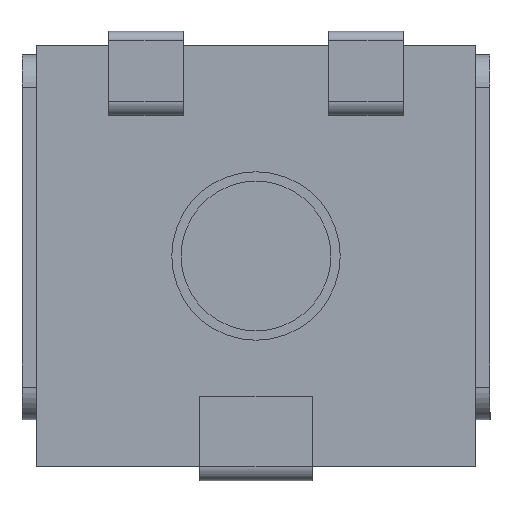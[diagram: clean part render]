
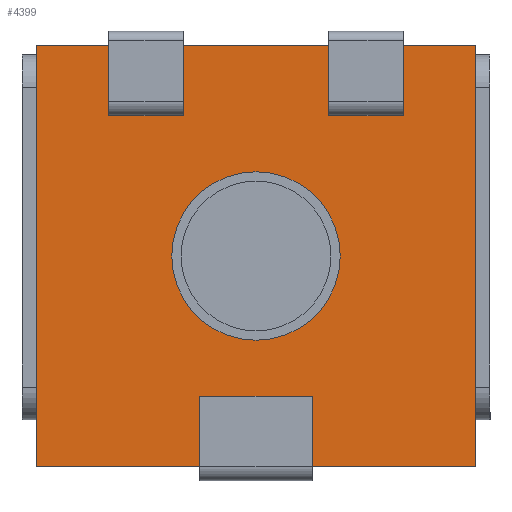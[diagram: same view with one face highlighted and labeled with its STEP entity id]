
A CAD part, front view. The second image highlights one B-rep face of the part: STEP entity #4399.
In plain terms, the highlighted planar face has unit normal (0, -1, 0).
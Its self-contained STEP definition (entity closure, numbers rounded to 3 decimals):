
#12 = CARTESIAN_POINT ( 'NONE',  ( 2.35, 0., -2.25 ) ) ;
#25 = EDGE_CURVE ( 'NONE', #1038, #7107, #6756, .T. ) ;
#75 = DIRECTION ( 'NONE',  ( 1., 0., 0. ) ) ;
#90 = ORIENTED_EDGE ( 'NONE', *, *, #3678, .F. ) ;
#124 = DIRECTION ( 'NONE',  ( 0., 0., 1. ) ) ;
#132 = VERTEX_POINT ( 'NONE', #7970 ) ;
#181 = CARTESIAN_POINT ( 'NONE',  ( 0., 0., 0. ) ) ;
#215 = VERTEX_POINT ( 'NONE', #5695 ) ;
#386 = ORIENTED_EDGE ( 'NONE', *, *, #1608, .F. ) ;
#448 = VECTOR ( 'NONE', #936, 1000. ) ;
#546 = VERTEX_POINT ( 'NONE', #2350 ) ;
#583 = VERTEX_POINT ( 'NONE', #1516 ) ;
#593 = VECTOR ( 'NONE', #124, 1000. ) ;
#718 = CARTESIAN_POINT ( 'NONE',  ( 1.575, 0., 1.5 ) ) ;
#783 = LINE ( 'NONE', #718, #789 ) ;
#789 = VECTOR ( 'NONE', #834, 1000. ) ;
#834 = DIRECTION ( 'NONE',  ( 1., 0., 0. ) ) ;
#886 = EDGE_CURVE ( 'NONE', #9631, #7530, #4291, .T. ) ;
#892 = LINE ( 'NONE', #9017, #4092 ) ;
#936 = DIRECTION ( 'NONE',  ( 0., 0., -1. ) ) ;
#1038 = VERTEX_POINT ( 'NONE', #1373 ) ;
#1043 = DIRECTION ( 'NONE',  ( 0., 0., -1. ) ) ;
#1045 = VERTEX_POINT ( 'NONE', #3222 ) ;
#1119 = VECTOR ( 'NONE', #9144, 1000. ) ;
#1196 = LINE ( 'NONE', #4493, #6913 ) ;
#1354 = LINE ( 'NONE', #3147, #2943 ) ;
#1372 = VERTEX_POINT ( 'NONE', #6685 ) ;
#1373 = CARTESIAN_POINT ( 'NONE',  ( -2.35, 0., 2.25 ) ) ;
#1415 = CARTESIAN_POINT ( 'NONE',  ( -0.775, 0., 1.5 ) ) ;
#1441 = VERTEX_POINT ( 'NONE', #2829 ) ;
#1488 = EDGE_CURVE ( 'NONE', #2137, #583, #1196, .T. ) ;
#1511 = CARTESIAN_POINT ( 'NONE',  ( -1.575, 0., 2.25 ) ) ;
#1516 = CARTESIAN_POINT ( 'NONE',  ( 2.35, 0., -2.25 ) ) ;
#1608 = EDGE_CURVE ( 'NONE', #7118, #8602, #1354, .T. ) ;
#1713 = CARTESIAN_POINT ( 'NONE',  ( 0.6, 0., -1.5 ) ) ;
#1722 = ORIENTED_EDGE ( 'NONE', *, *, #6792, .F. ) ;
#1792 = EDGE_LOOP ( 'NONE', ( #8627, #10316 ) ) ;
#1822 = CIRCLE ( 'NONE', #6120, 0.9 ) ;
#1869 = CARTESIAN_POINT ( 'NONE',  ( -2.35, 0., -2.25 ) ) ;
#1962 = DIRECTION ( 'NONE',  ( 0., 0., -1. ) ) ;
#2121 = CARTESIAN_POINT ( 'NONE',  ( 2.35, 0., 2.25 ) ) ;
#2137 = VERTEX_POINT ( 'NONE', #5529 ) ;
#2197 = ORIENTED_EDGE ( 'NONE', *, *, #2748, .F. ) ;
#2301 = EDGE_CURVE ( 'NONE', #7894, #1038, #8463, .T. ) ;
#2328 = ORIENTED_EDGE ( 'NONE', *, *, #5861, .F. ) ;
#2350 = CARTESIAN_POINT ( 'NONE',  ( 0., 0., -0.9 ) ) ;
#2426 = EDGE_CURVE ( 'NONE', #215, #6186, #5831, .T. ) ;
#2520 = LINE ( 'NONE', #5813, #448 ) ;
#2580 = DIRECTION ( 'NONE',  ( -1., 0., 0. ) ) ;
#2650 = ORIENTED_EDGE ( 'NONE', *, *, #1488, .F. ) ;
#2678 = CARTESIAN_POINT ( 'NONE',  ( -2.35, 0., 2.25 ) ) ;
#2679 = ORIENTED_EDGE ( 'NONE', *, *, #7378, .F. ) ;
#2748 = EDGE_CURVE ( 'NONE', #1045, #7894, #9792, .T. ) ;
#2829 = CARTESIAN_POINT ( 'NONE',  ( 0.775, 0., 2.25 ) ) ;
#2943 = VECTOR ( 'NONE', #8885, 1000. ) ;
#3038 = CARTESIAN_POINT ( 'NONE',  ( 0., 0., 0. ) ) ;
#3147 = CARTESIAN_POINT ( 'NONE',  ( 1.575, 0., 1.5 ) ) ;
#3222 = CARTESIAN_POINT ( 'NONE',  ( -0.6, 0., -2.25 ) ) ;
#3598 = VERTEX_POINT ( 'NONE', #9997 ) ;
#3678 = EDGE_CURVE ( 'NONE', #583, #9631, #6748, .T. ) ;
#3812 = LINE ( 'NONE', #1415, #8157 ) ;
#3899 = VECTOR ( 'NONE', #8428, 1000. ) ;
#3930 = CARTESIAN_POINT ( 'NONE',  ( -0.6, 0., -2.25 ) ) ;
#4046 = DIRECTION ( 'NONE',  ( 0., 0., 1. ) ) ;
#4092 = VECTOR ( 'NONE', #75, 1000. ) ;
#4098 = CARTESIAN_POINT ( 'NONE',  ( -0.775, 0., 1.5 ) ) ;
#4156 = CARTESIAN_POINT ( 'NONE',  ( 0.6, 0., -2.25 ) ) ;
#4262 = EDGE_CURVE ( 'NONE', #6186, #3598, #3812, .T. ) ;
#4291 = LINE ( 'NONE', #5612, #9319 ) ;
#4324 = ORIENTED_EDGE ( 'NONE', *, *, #7901, .F. ) ;
#4399 = ADVANCED_FACE ( 'NONE', ( #6558, #10610 ), #4748, .F. ) ;
#4493 = CARTESIAN_POINT ( 'NONE',  ( 2.35, 0., 2.25 ) ) ;
#4698 = LINE ( 'NONE', #2121, #8875 ) ;
#4738 = LINE ( 'NONE', #3930, #10416 ) ;
#4748 = PLANE ( 'NONE',  #7041 ) ;
#4788 = EDGE_CURVE ( 'NONE', #132, #546, #6531, .T. ) ;
#4854 = EDGE_CURVE ( 'NONE', #8602, #2137, #892, .T. ) ;
#5260 = DIRECTION ( 'NONE',  ( 0., -1., 0. ) ) ;
#5303 = VECTOR ( 'NONE', #8081, 1000. ) ;
#5529 = CARTESIAN_POINT ( 'NONE',  ( 2.35, 0., 2.25 ) ) ;
#5612 = CARTESIAN_POINT ( 'NONE',  ( 0.6, 0., -2.25 ) ) ;
#5660 = ORIENTED_EDGE ( 'NONE', *, *, #2426, .F. ) ;
#5695 = CARTESIAN_POINT ( 'NONE',  ( -1.575, 0., 1.5 ) ) ;
#5776 = CARTESIAN_POINT ( 'NONE',  ( -0.775, 0., 1.5 ) ) ;
#5813 = CARTESIAN_POINT ( 'NONE',  ( -1.575, 0., 1.5 ) ) ;
#5824 = DIRECTION ( 'NONE',  ( 0., -1., 0. ) ) ;
#5831 = LINE ( 'NONE', #4098, #1119 ) ;
#5861 = EDGE_CURVE ( 'NONE', #3598, #1441, #4698, .T. ) ;
#5963 = ORIENTED_EDGE ( 'NONE', *, *, #25, .F. ) ;
#6085 = CARTESIAN_POINT ( 'NONE',  ( 0., 0., 0. ) ) ;
#6120 = AXIS2_PLACEMENT_3D ( 'NONE', #6085, #5260, #1043 ) ;
#6186 = VERTEX_POINT ( 'NONE', #5776 ) ;
#6205 = EDGE_LOOP ( 'NONE', ( #2197, #6309, #2679, #7806, #90, #2650, #6681, #386, #8068, #4324, #2328, #9896, #5660, #1722, #5963, #7934 ) ) ;
#6309 = ORIENTED_EDGE ( 'NONE', *, *, #6400, .F. ) ;
#6400 = EDGE_CURVE ( 'NONE', #8515, #1045, #4738, .T. ) ;
#6449 = CARTESIAN_POINT ( 'NONE',  ( 1.575, 0., 1.5 ) ) ;
#6531 = CIRCLE ( 'NONE', #7889, 0.9 ) ;
#6558 = FACE_BOUND ( 'NONE', #1792, .T. ) ;
#6681 = ORIENTED_EDGE ( 'NONE', *, *, #4854, .F. ) ;
#6685 = CARTESIAN_POINT ( 'NONE',  ( 0.775, 0., 1.5 ) ) ;
#6732 = CARTESIAN_POINT ( 'NONE',  ( 1.575, 0., 2.25 ) ) ;
#6748 = LINE ( 'NONE', #8417, #9731 ) ;
#6756 = LINE ( 'NONE', #9303, #3899 ) ;
#6785 = EDGE_CURVE ( 'NONE', #1372, #7118, #783, .T. ) ;
#6792 = EDGE_CURVE ( 'NONE', #7107, #215, #2520, .T. ) ;
#6913 = VECTOR ( 'NONE', #1962, 1000. ) ;
#7041 = AXIS2_PLACEMENT_3D ( 'NONE', #3038, #9858, #4046 ) ;
#7107 = VERTEX_POINT ( 'NONE', #1511 ) ;
#7110 = CARTESIAN_POINT ( 'NONE',  ( -0.6, 0., -1.5 ) ) ;
#7118 = VERTEX_POINT ( 'NONE', #6449 ) ;
#7207 = DIRECTION ( 'NONE',  ( 1., 0., 0. ) ) ;
#7231 = DIRECTION ( 'NONE',  ( 0., 0., -1. ) ) ;
#7378 = EDGE_CURVE ( 'NONE', #7530, #8515, #7880, .T. ) ;
#7390 = DIRECTION ( 'NONE',  ( 0., 0., -1. ) ) ;
#7530 = VERTEX_POINT ( 'NONE', #1713 ) ;
#7697 = LINE ( 'NONE', #10146, #9949 ) ;
#7806 = ORIENTED_EDGE ( 'NONE', *, *, #886, .F. ) ;
#7880 = LINE ( 'NONE', #8087, #9276 ) ;
#7889 = AXIS2_PLACEMENT_3D ( 'NONE', #181, #5824, #7390 ) ;
#7894 = VERTEX_POINT ( 'NONE', #1869 ) ;
#7901 = EDGE_CURVE ( 'NONE', #1441, #1372, #7697, .T. ) ;
#7934 = ORIENTED_EDGE ( 'NONE', *, *, #2301, .F. ) ;
#7959 = EDGE_CURVE ( 'NONE', #546, #132, #1822, .T. ) ;
#7970 = CARTESIAN_POINT ( 'NONE',  ( 0., 0., 0.9 ) ) ;
#7981 = DIRECTION ( 'NONE',  ( -1., 0., 0. ) ) ;
#8068 = ORIENTED_EDGE ( 'NONE', *, *, #6785, .F. ) ;
#8081 = DIRECTION ( 'NONE',  ( -1., 0., 0. ) ) ;
#8087 = CARTESIAN_POINT ( 'NONE',  ( 0.6, 0., -1.5 ) ) ;
#8157 = VECTOR ( 'NONE', #8810, 1000. ) ;
#8417 = CARTESIAN_POINT ( 'NONE',  ( 2.35, 0., -2.25 ) ) ;
#8428 = DIRECTION ( 'NONE',  ( 1., 0., 0. ) ) ;
#8463 = LINE ( 'NONE', #2678, #593 ) ;
#8515 = VERTEX_POINT ( 'NONE', #7110 ) ;
#8577 = DIRECTION ( 'NONE',  ( 0., 0., -1. ) ) ;
#8602 = VERTEX_POINT ( 'NONE', #6732 ) ;
#8627 = ORIENTED_EDGE ( 'NONE', *, *, #7959, .F. ) ;
#8810 = DIRECTION ( 'NONE',  ( 0., 0., 1. ) ) ;
#8875 = VECTOR ( 'NONE', #7207, 1000. ) ;
#8885 = DIRECTION ( 'NONE',  ( 0., 0., 1. ) ) ;
#9017 = CARTESIAN_POINT ( 'NONE',  ( 2.35, 0., 2.25 ) ) ;
#9144 = DIRECTION ( 'NONE',  ( 1., 0., 0. ) ) ;
#9276 = VECTOR ( 'NONE', #7981, 1000. ) ;
#9303 = CARTESIAN_POINT ( 'NONE',  ( 2.35, 0., 2.25 ) ) ;
#9319 = VECTOR ( 'NONE', #10001, 1000. ) ;
#9631 = VERTEX_POINT ( 'NONE', #4156 ) ;
#9731 = VECTOR ( 'NONE', #2580, 1000. ) ;
#9792 = LINE ( 'NONE', #12, #5303 ) ;
#9858 = DIRECTION ( 'NONE',  ( 0., 1., 0. ) ) ;
#9896 = ORIENTED_EDGE ( 'NONE', *, *, #4262, .F. ) ;
#9949 = VECTOR ( 'NONE', #8577, 1000. ) ;
#9997 = CARTESIAN_POINT ( 'NONE',  ( -0.775, 0., 2.25 ) ) ;
#10001 = DIRECTION ( 'NONE',  ( 0., 0., 1. ) ) ;
#10146 = CARTESIAN_POINT ( 'NONE',  ( 0.775, 0., 1.5 ) ) ;
#10316 = ORIENTED_EDGE ( 'NONE', *, *, #4788, .F. ) ;
#10416 = VECTOR ( 'NONE', #7231, 1000. ) ;
#10610 = FACE_OUTER_BOUND ( 'NONE', #6205, .T. ) ;
